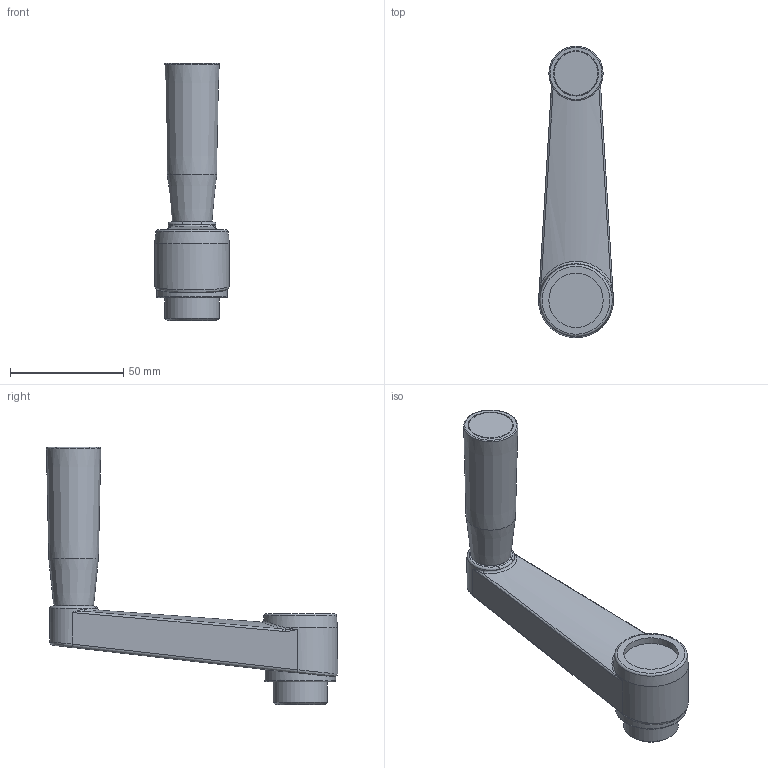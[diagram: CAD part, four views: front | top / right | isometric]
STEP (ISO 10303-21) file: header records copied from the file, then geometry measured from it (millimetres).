
FILE_DESCRIPTION( ( 'Unknown' ), '1' );
FILE_NAME( '6384040_MH100_MEP.stp', 'Unknown', ( 'Unknown' ), ( 'Unknown' ), 'PSStep 11.0', 'Unknown', ' ' );
FILE_SCHEMA( ( 'AUTOMOTIVE_DESIGN { 1 0 10303 214 1 1 1 1 }' ) );
Length unit declared in the file: millimetre
Products named in the file (1): 1801076
Bounding box: 32.99 x 128.47 x 113.5 mm (x, y, z)
Volume: 74859 mm3; surface area: 28692 mm2
Topology: 1 solids, 4 shells, 149 faces, 364 edges, 232 vertices
Faces by surface type: plane 82, cylinder 29, cone 15, bspline 15, torus 8
Full cylindrical faces by diameter (mm): 1.607 x1, 4 x1, 6.5 x1, 6.6 x1, 6.647 x2, 6.71 x1, 7.9 x1, 10 x2, 11 x1, 15.421 x1, 18.404 x1, 19.627 x1, 19.7 x1, 20 x1, 24 x2, 31.33 x1
Entity records: 7718 total; most frequent: CARTESIAN_POINT 3327, DIRECTION 630, ORIENTED_EDGE 616, EDGE_CURVE 308, AXIS2_PLACEMENT_3D 228, VERTEX_POINT 218, EDGE_LOOP 203, FACE_OUTER_BOUND 175
